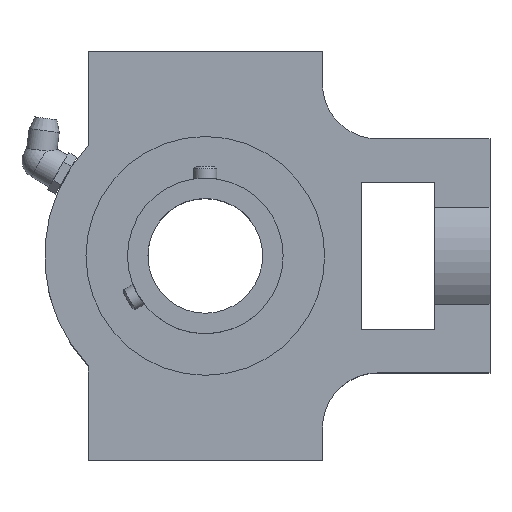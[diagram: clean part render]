
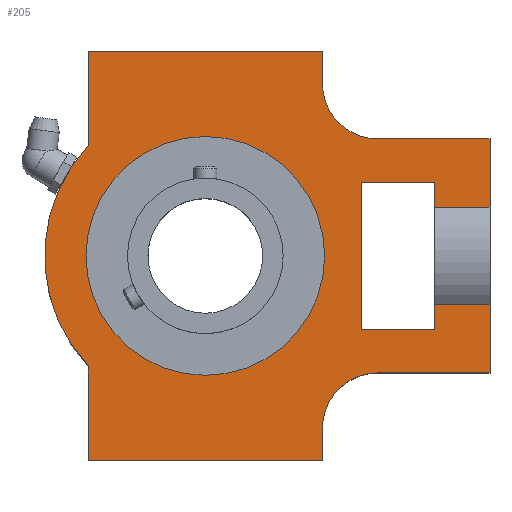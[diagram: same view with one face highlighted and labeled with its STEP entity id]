
A CAD part, top view. The second image highlights one B-rep face of the part: STEP entity #205.
In plain terms, the highlighted planar face has unit normal (0, 0, 1).
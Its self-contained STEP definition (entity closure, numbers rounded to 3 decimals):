
#205 = ADVANCED_FACE( '', ( #344, #345 ), #346, .T. );
#344 = FACE_BOUND( '', #537, .T. );
#345 = FACE_OUTER_BOUND( '', #538, .T. );
#346 = PLANE( '', #539 );
#537 = EDGE_LOOP( '', ( #872 ) );
#538 = EDGE_LOOP( '', ( #873, #874, #875, #876, #877, #878, #879, #880, #881, #882, #883, #884, #885, #886, #887, #888, #889, #890, #891, #892 ) );
#539 = AXIS2_PLACEMENT_3D( '', #893, #894, #895 );
#872 = ORIENTED_EDGE( '', *, *, #1310, .F. );
#873 = ORIENTED_EDGE( '', *, *, #1319, .T. );
#874 = ORIENTED_EDGE( '', *, *, #1320, .F. );
#875 = ORIENTED_EDGE( '', *, *, #1321, .T. );
#876 = ORIENTED_EDGE( '', *, *, #1322, .F. );
#877 = ORIENTED_EDGE( '', *, *, #1323, .T. );
#878 = ORIENTED_EDGE( '', *, *, #1324, .T. );
#879 = ORIENTED_EDGE( '', *, *, #1325, .T. );
#880 = ORIENTED_EDGE( '', *, *, #1326, .T. );
#881 = ORIENTED_EDGE( '', *, *, #1327, .T. );
#882 = ORIENTED_EDGE( '', *, *, #1328, .F. );
#883 = ORIENTED_EDGE( '', *, *, #1309, .T. );
#884 = ORIENTED_EDGE( '', *, *, #1329, .F. );
#885 = ORIENTED_EDGE( '', *, *, #1330, .F. );
#886 = ORIENTED_EDGE( '', *, *, #1331, .T. );
#887 = ORIENTED_EDGE( '', *, *, #1332, .F. );
#888 = ORIENTED_EDGE( '', *, *, #1333, .F. );
#889 = ORIENTED_EDGE( '', *, *, #1334, .F. );
#890 = ORIENTED_EDGE( '', *, *, #1335, .T. );
#891 = ORIENTED_EDGE( '', *, *, #1336, .T. );
#892 = ORIENTED_EDGE( '', *, *, #1337, .F. );
#893 = CARTESIAN_POINT( '', ( 50., 44.5, 12. ) );
#894 = DIRECTION( '', ( 0., 0., 1. ) );
#895 = DIRECTION( '', ( 1., 0., 0. ) );
#1309 = EDGE_CURVE( '', #1531, #1536, #1538, .T. );
#1310 = EDGE_CURVE( '', #1539, #1539, #1540, .T. );
#1319 = EDGE_CURVE( '', #1557, #1558, #1559, .T. );
#1320 = EDGE_CURVE( '', #1560, #1558, #1561, .T. );
#1321 = EDGE_CURVE( '', #1560, #1562, #1563, .T. );
#1322 = EDGE_CURVE( '', #1564, #1562, #1565, .T. );
#1323 = EDGE_CURVE( '', #1564, #1566, #1567, .T. );
#1324 = EDGE_CURVE( '', #1566, #1568, #1569, .T. );
#1325 = EDGE_CURVE( '', #1568, #1570, #1571, .T. );
#1326 = EDGE_CURVE( '', #1570, #1572, #1573, .T. );
#1327 = EDGE_CURVE( '', #1572, #1574, #1575, .T. );
#1328 = EDGE_CURVE( '', #1531, #1574, #1576, .T. );
#1329 = EDGE_CURVE( '', #1577, #1536, #1578, .T. );
#1330 = EDGE_CURVE( '', #1579, #1577, #1580, .T. );
#1331 = EDGE_CURVE( '', #1579, #1581, #1582, .T. );
#1332 = EDGE_CURVE( '', #1583, #1581, #1584, .T. );
#1333 = EDGE_CURVE( '', #1585, #1583, #1586, .T. );
#1334 = EDGE_CURVE( '', #1587, #1585, #1588, .T. );
#1335 = EDGE_CURVE( '', #1587, #1589, #1590, .T. );
#1336 = EDGE_CURVE( '', #1589, #1591, #1592, .T. );
#1337 = EDGE_CURVE( '', #1557, #1591, #1593, .T. );
#1531 = VERTEX_POINT( '', #2110 );
#1536 = VERTEX_POINT( '', #2117 );
#1538 = LINE( '', #2120, #2121 );
#1539 = VERTEX_POINT( '', #2122 );
#1540 = CIRCLE( '', #2123, 26. );
#1557 = VERTEX_POINT( '', #2148 );
#1558 = VERTEX_POINT( '', #2149 );
#1559 = LINE( '', #2150, #2151 );
#1560 = VERTEX_POINT( '', #2152 );
#1561 = CIRCLE( '', #2153, 12. );
#1562 = VERTEX_POINT( '', #2154 );
#1563 = LINE( '', #2155, #2156 );
#1564 = VERTEX_POINT( '', #2157 );
#1565 = LINE( '', #2158, #2159 );
#1566 = VERTEX_POINT( '', #2160 );
#1567 = LINE( '', #2161, #2162 );
#1568 = VERTEX_POINT( '', #2163 );
#1569 = CIRCLE( '', #2164, 35. );
#1570 = VERTEX_POINT( '', #2165 );
#1571 = LINE( '', #2166, #2167 );
#1572 = VERTEX_POINT( '', #2168 );
#1573 = LINE( '', #2169, #2170 );
#1574 = VERTEX_POINT( '', #2171 );
#1575 = LINE( '', #2172, #2173 );
#1576 = CIRCLE( '', #2174, 12. );
#1577 = VERTEX_POINT( '', #2175 );
#1578 = LINE( '', #2176, #2177 );
#1579 = VERTEX_POINT( '', #2178 );
#1580 = LINE( '', #2179, #2180 );
#1581 = VERTEX_POINT( '', #2181 );
#1582 = LINE( '', #2182, #2183 );
#1583 = VERTEX_POINT( '', #2184 );
#1584 = LINE( '', #2185, #2186 );
#1585 = VERTEX_POINT( '', #2187 );
#1586 = LINE( '', #2188, #2189 );
#1587 = VERTEX_POINT( '', #2190 );
#1588 = LINE( '', #2191, #2192 );
#1589 = VERTEX_POINT( '', #2193 );
#1590 = LINE( '', #2194, #2195 );
#1591 = VERTEX_POINT( '', #2196 );
#1592 = LINE( '', #2197, #2198 );
#1593 = LINE( '', #2199, #2200 );
#2110 = CARTESIAN_POINT( '', ( 37.5, -25.5, 12. ) );
#2117 = CARTESIAN_POINT( '', ( 62., -25.5, 12. ) );
#2120 = CARTESIAN_POINT( '', ( 37.5, -25.5, 12. ) );
#2121 = VECTOR( '', #2524, 1000. );
#2122 = CARTESIAN_POINT( '', ( 26., 0., 12. ) );
#2123 = AXIS2_PLACEMENT_3D( '', #2525, #2526, #2527 );
#2148 = CARTESIAN_POINT( '', ( 62., 25.5, 12. ) );
#2149 = CARTESIAN_POINT( '', ( 37.5, 25.5, 12. ) );
#2150 = CARTESIAN_POINT( '', ( 62., 25.5, 12. ) );
#2151 = VECTOR( '', #2536, 1000. );
#2152 = CARTESIAN_POINT( '', ( 25.5, 37.5, 12. ) );
#2153 = AXIS2_PLACEMENT_3D( '', #2537, #2538, #2539 );
#2154 = CARTESIAN_POINT( '', ( 25.5, 44.5, 12. ) );
#2155 = CARTESIAN_POINT( '', ( 25.5, 37.5, 12. ) );
#2156 = VECTOR( '', #2540, 1000. );
#2157 = CARTESIAN_POINT( '', ( -25.5, 44.5, 12. ) );
#2158 = CARTESIAN_POINT( '', ( -47., 44.5, 12. ) );
#2159 = VECTOR( '', #2541, 1000. );
#2160 = CARTESIAN_POINT( '', ( -25.5, 23.974, 12. ) );
#2161 = CARTESIAN_POINT( '', ( -25.5, 44.5, 12. ) );
#2162 = VECTOR( '', #2542, 1000. );
#2163 = CARTESIAN_POINT( '', ( -25.5, -23.974, 12. ) );
#2164 = AXIS2_PLACEMENT_3D( '', #2543, #2544, #2545 );
#2165 = CARTESIAN_POINT( '', ( -25.5, -44.5, 12. ) );
#2166 = CARTESIAN_POINT( '', ( -25.5, -23.974, 12. ) );
#2167 = VECTOR( '', #2546, 1000. );
#2168 = CARTESIAN_POINT( '', ( 25.5, -44.5, 12. ) );
#2169 = CARTESIAN_POINT( '', ( -47., -44.5, 12. ) );
#2170 = VECTOR( '', #2547, 1000. );
#2171 = CARTESIAN_POINT( '', ( 25.5, -37.5, 12. ) );
#2172 = CARTESIAN_POINT( '', ( 25.5, -44.5, 12. ) );
#2173 = VECTOR( '', #2548, 1000. );
#2174 = AXIS2_PLACEMENT_3D( '', #2549, #2550, #2551 );
#2175 = CARTESIAN_POINT( '', ( 62., -10.583, 12. ) );
#2176 = CARTESIAN_POINT( '', ( 62., -10.583, 12. ) );
#2177 = VECTOR( '', #2552, 1000. );
#2178 = CARTESIAN_POINT( '', ( 50., -10.583, 12. ) );
#2179 = CARTESIAN_POINT( '', ( 50., -10.583, 12. ) );
#2180 = VECTOR( '', #2553, 1000. );
#2181 = CARTESIAN_POINT( '', ( 50., -16., 12. ) );
#2182 = CARTESIAN_POINT( '', ( 50., -10.583, 12. ) );
#2183 = VECTOR( '', #2554, 1000. );
#2184 = CARTESIAN_POINT( '', ( 34., -16., 12. ) );
#2185 = CARTESIAN_POINT( '', ( 34., -16., 12. ) );
#2186 = VECTOR( '', #2555, 1000. );
#2187 = CARTESIAN_POINT( '', ( 34., 16., 12. ) );
#2188 = CARTESIAN_POINT( '', ( 34., 16., 12. ) );
#2189 = VECTOR( '', #2556, 1000. );
#2190 = CARTESIAN_POINT( '', ( 50., 16., 12. ) );
#2191 = CARTESIAN_POINT( '', ( 50., 16., 12. ) );
#2192 = VECTOR( '', #2557, 1000. );
#2193 = CARTESIAN_POINT( '', ( 50., 10.583, 12. ) );
#2194 = CARTESIAN_POINT( '', ( 50., 44.5, 12. ) );
#2195 = VECTOR( '', #2558, 1000. );
#2196 = CARTESIAN_POINT( '', ( 62., 10.583, 12. ) );
#2197 = CARTESIAN_POINT( '', ( 50., 10.583, 12. ) );
#2198 = VECTOR( '', #2559, 1000. );
#2199 = CARTESIAN_POINT( '', ( 62., 44.5, 12. ) );
#2200 = VECTOR( '', #2560, 1000. );
#2524 = DIRECTION( '', ( 1., 0., 0. ) );
#2525 = CARTESIAN_POINT( '', ( 0., 0., 12. ) );
#2526 = DIRECTION( '', ( 0., 0., 1. ) );
#2527 = DIRECTION( '', ( 1., 0., 0. ) );
#2536 = DIRECTION( '', ( -1., 0., 0. ) );
#2537 = CARTESIAN_POINT( '', ( 37.5, 37.5, 12. ) );
#2538 = DIRECTION( '', ( 0., 0., 1. ) );
#2539 = DIRECTION( '', ( 1., 0., 0. ) );
#2540 = DIRECTION( '', ( 0., 1., 0. ) );
#2541 = DIRECTION( '', ( 1., 0., 0. ) );
#2542 = DIRECTION( '', ( 0., -1., 0. ) );
#2543 = CARTESIAN_POINT( '', ( 0., 0., 12. ) );
#2544 = DIRECTION( '', ( 0., 0., 1. ) );
#2545 = DIRECTION( '', ( 1., 0., 0. ) );
#2546 = DIRECTION( '', ( 0., -1., 0. ) );
#2547 = DIRECTION( '', ( 1., 0., 0. ) );
#2548 = DIRECTION( '', ( 0., 1., 0. ) );
#2549 = CARTESIAN_POINT( '', ( 37.5, -37.5, 12. ) );
#2550 = DIRECTION( '', ( 0., 0., 1. ) );
#2551 = DIRECTION( '', ( 1., 0., 0. ) );
#2552 = DIRECTION( '', ( 0., -1., 0. ) );
#2553 = DIRECTION( '', ( 1., 0., 0. ) );
#2554 = DIRECTION( '', ( 0., -1., 0. ) );
#2555 = DIRECTION( '', ( 1., 0., 0. ) );
#2556 = DIRECTION( '', ( 0., -1., 0. ) );
#2557 = DIRECTION( '', ( -1., 0., 0. ) );
#2558 = DIRECTION( '', ( 0., -1., 0. ) );
#2559 = DIRECTION( '', ( 1., 0., 0. ) );
#2560 = DIRECTION( '', ( 0., -1., 0. ) );
